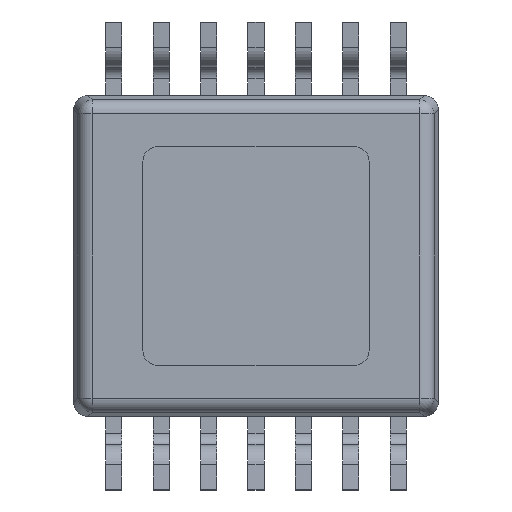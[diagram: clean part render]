
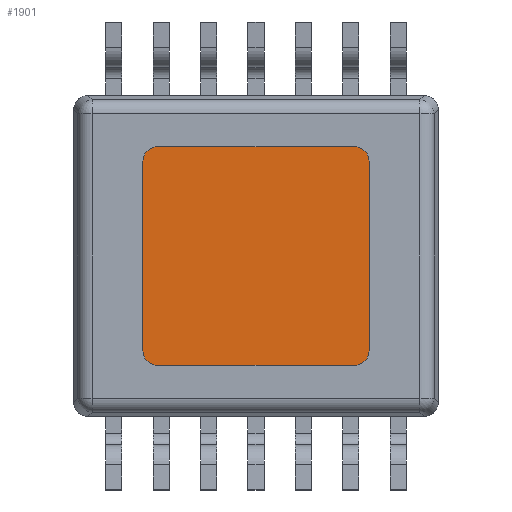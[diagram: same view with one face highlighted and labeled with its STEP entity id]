
A CAD part, front view. The second image highlights one B-rep face of the part: STEP entity #1901.
In plain terms, the highlighted planar face has unit normal (0, -1, 0).
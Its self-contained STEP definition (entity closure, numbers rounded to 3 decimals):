
#845=CARTESIAN_POINT('',(1.35,-0.494,-1.3));
#846=DIRECTION('',(0.,-1.,0.));
#847=DIRECTION('',(0.,0.,-1.));
#848=AXIS2_PLACEMENT_3D('',#845,#846,#847);
#853=DIRECTION('',(1.,0.,0.));
#854=VECTOR('',#853,2.7);
#855=CARTESIAN_POINT('',(-1.35,-0.494,-1.5));
#856=LINE('',#855,#854);
#860=CARTESIAN_POINT('',(-1.35,-0.494,-1.3));
#861=DIRECTION('',(0.,-1.,0.));
#862=DIRECTION('',(-1.,0.,0.));
#863=AXIS2_PLACEMENT_3D('',#860,#861,#862);
#868=DIRECTION('',(0.,0.,-1.));
#869=VECTOR('',#868,2.6);
#870=CARTESIAN_POINT('',(-1.55,-0.494,1.3));
#871=LINE('',#870,#869);
#875=CARTESIAN_POINT('',(-1.35,-0.494,1.3));
#876=DIRECTION('',(0.,-1.,0.));
#877=DIRECTION('',(0.,0.,1.));
#878=AXIS2_PLACEMENT_3D('',#875,#876,#877);
#883=DIRECTION('',(-1.,0.,0.));
#884=VECTOR('',#883,2.7);
#885=CARTESIAN_POINT('',(1.35,-0.494,1.5));
#886=LINE('',#885,#884);
#890=CARTESIAN_POINT('',(1.35,-0.494,1.3));
#891=DIRECTION('',(0.,-1.,0.));
#892=DIRECTION('',(1.,0.,0.));
#893=AXIS2_PLACEMENT_3D('',#890,#891,#892);
#898=DIRECTION('',(0.,0.,1.));
#899=VECTOR('',#898,2.6);
#900=CARTESIAN_POINT('',(1.55,-0.494,-1.3));
#901=LINE('',#900,#899);
#1227=CARTESIAN_POINT('',(1.35,-0.494,-1.5));
#1228=CARTESIAN_POINT('',(1.55,-0.494,-1.3));
#1229=VERTEX_POINT('',#1227);
#1230=VERTEX_POINT('',#1228);
#1231=CARTESIAN_POINT('',(1.55,-0.494,1.3));
#1232=VERTEX_POINT('',#1231);
#1233=CARTESIAN_POINT('',(1.35,-0.494,1.5));
#1234=VERTEX_POINT('',#1233);
#1235=CARTESIAN_POINT('',(-1.35,-0.494,1.5));
#1236=VERTEX_POINT('',#1235);
#1237=CARTESIAN_POINT('',(-1.55,-0.494,1.3));
#1238=VERTEX_POINT('',#1237);
#1239=CARTESIAN_POINT('',(-1.55,-0.494,-1.3));
#1240=VERTEX_POINT('',#1239);
#1241=CARTESIAN_POINT('',(-1.35,-0.494,-1.5));
#1242=VERTEX_POINT('',#1241);
#1886=CARTESIAN_POINT('',(-2.5,-0.494,-2.2));
#1887=DIRECTION('',(0.,-1.,0.));
#1888=DIRECTION('',(-1.,0.,0.));
#1889=AXIS2_PLACEMENT_3D('',#1886,#1887,#1888);
#1890=PLANE('',#1889);
#1891=ORIENTED_EDGE('',*,*,#1782,.F.);
#1892=ORIENTED_EDGE('',*,*,#1797,.F.);
#1893=ORIENTED_EDGE('',*,*,#1811,.F.);
#1894=ORIENTED_EDGE('',*,*,#1825,.F.);
#1895=ORIENTED_EDGE('',*,*,#1839,.F.);
#1896=ORIENTED_EDGE('',*,*,#1853,.F.);
#1897=ORIENTED_EDGE('',*,*,#1867,.F.);
#1898=ORIENTED_EDGE('',*,*,#1880,.F.);
#1899=EDGE_LOOP('',(#1891,#1892,#1893,#1894,#1895,#1896,#1897,#1898));
#1900=FACE_OUTER_BOUND('',#1899,.F.);
#1901=ADVANCED_FACE('',(#1900),#1890,.T.);
#849=CIRCLE('',#848,0.2);
#864=CIRCLE('',#863,0.2);
#879=CIRCLE('',#878,0.2);
#894=CIRCLE('',#893,0.2);
#1782=EDGE_CURVE('',#1229,#1230,#849,.T.);
#1797=EDGE_CURVE('',#1242,#1229,#856,.T.);
#1811=EDGE_CURVE('',#1240,#1242,#864,.T.);
#1825=EDGE_CURVE('',#1238,#1240,#871,.T.);
#1839=EDGE_CURVE('',#1236,#1238,#879,.T.);
#1853=EDGE_CURVE('',#1234,#1236,#886,.T.);
#1867=EDGE_CURVE('',#1232,#1234,#894,.T.);
#1880=EDGE_CURVE('',#1230,#1232,#901,.T.);
